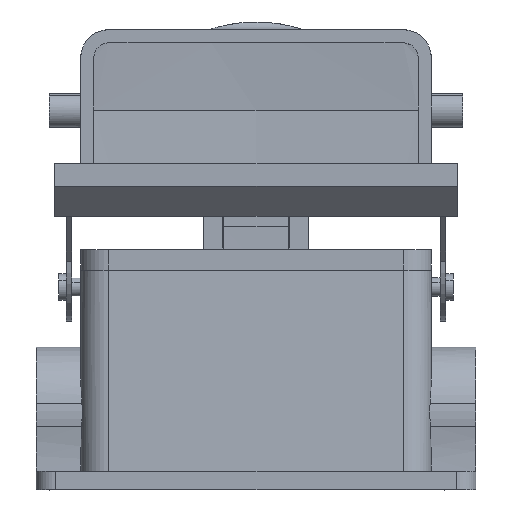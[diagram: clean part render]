
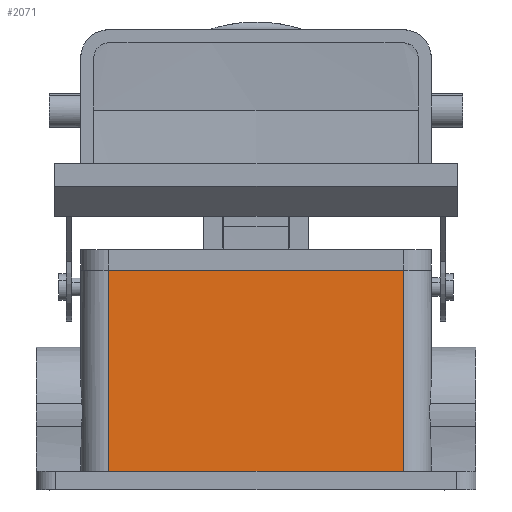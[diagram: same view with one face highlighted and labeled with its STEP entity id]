
A CAD part, left-side view. The second image highlights one B-rep face of the part: STEP entity #2071.
In plain terms, the highlighted planar face has unit normal (-0.999, 0, 0.044).
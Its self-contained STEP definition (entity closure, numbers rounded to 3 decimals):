
#2058=AXIS2_PLACEMENT_3D('Plane Axis2P3D',#2055,#2056,#2057) ;
#785=CARTESIAN_POINT('Vertex',(16.164,19.35,5.)) ;
#788=CARTESIAN_POINT('Line Origine',(16.164,58.5,5.)) ;
#792=CARTESIAN_POINT('Vertex',(16.164,97.65,5.)) ;
#1508=CARTESIAN_POINT('Vertex',(18.5,97.65,58.5)) ;
#1511=CARTESIAN_POINT('Line Origine',(18.5,58.5,58.5)) ;
#1515=CARTESIAN_POINT('Vertex',(18.5,19.35,58.5)) ;
#1940=CARTESIAN_POINT('Line Origine',(17.274,19.35,30.414)) ;
#2055=CARTESIAN_POINT('Axis2P3D Location',(18.5,58.5,58.5)) ;
#2060=CARTESIAN_POINT('Line Origine',(17.332,97.65,31.75)) ;
#789=DIRECTION('Vector Direction',(0.,1.,0.)) ;
#1512=DIRECTION('Vector Direction',(0.,1.,0.)) ;
#1941=DIRECTION('Vector Direction',(0.044,0.,0.999)) ;
#2056=DIRECTION('Axis2P3D Direction',(-0.999,0.,0.044)) ;
#2057=DIRECTION('Axis2P3D XDirection',(0.,1.,0.)) ;
#2061=DIRECTION('Vector Direction',(-0.044,0.,-0.999)) ;
#790=VECTOR('Line Direction',#789,1.) ;
#1513=VECTOR('Line Direction',#1512,1.) ;
#1942=VECTOR('Line Direction',#1941,1.) ;
#2062=VECTOR('Line Direction',#2061,1.) ;
#2066=ORIENTED_EDGE('',*,*,#1944,.F.) ;
#2067=ORIENTED_EDGE('',*,*,#1517,.F.) ;
#2068=ORIENTED_EDGE('',*,*,#2064,.F.) ;
#2069=ORIENTED_EDGE('',*,*,#794,.F.) ;
#2071=ADVANCED_FACE('Housing',(#2070),#2059,.T.) ;
#794=EDGE_CURVE('',#786,#793,#791,.T.) ;
#1517=EDGE_CURVE('',#1509,#1516,#1514,.F.) ;
#1944=EDGE_CURVE('',#1516,#786,#1943,.F.) ;
#2064=EDGE_CURVE('',#793,#1509,#2063,.F.) ;
#2065=EDGE_LOOP('',(#2066,#2067,#2068,#2069)) ;
#2070=FACE_OUTER_BOUND('',#2065,.T.) ;
#791=LINE('Line',#788,#790) ;
#1514=LINE('Line',#1511,#1513) ;
#1943=LINE('Line',#1940,#1942) ;
#2063=LINE('Line',#2060,#2062) ;
#2059=PLANE('',#2058) ;
#786=VERTEX_POINT('',#785) ;
#793=VERTEX_POINT('',#792) ;
#1509=VERTEX_POINT('',#1508) ;
#1516=VERTEX_POINT('',#1515) ;
